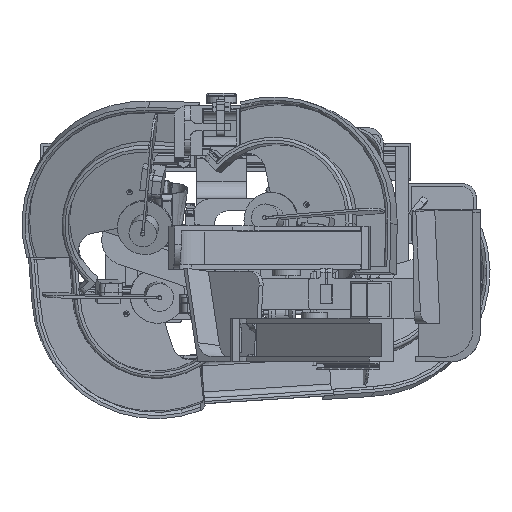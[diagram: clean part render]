
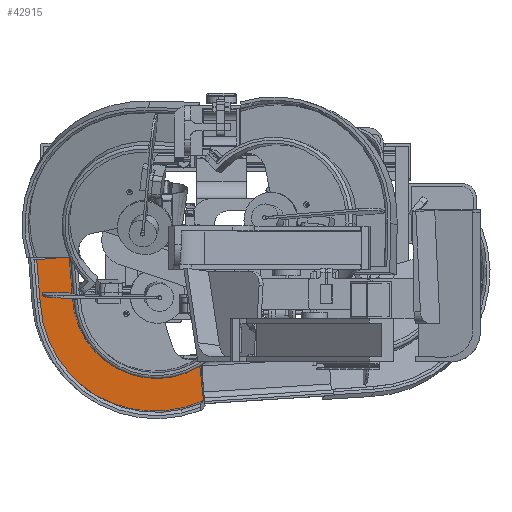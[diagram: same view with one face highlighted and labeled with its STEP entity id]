
A CAD part, top view. The second image highlights one B-rep face of the part: STEP entity #42915.
In plain terms, the highlighted face is planar.
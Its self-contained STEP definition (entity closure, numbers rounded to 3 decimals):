
#2381=PLANE('',#46377);
#4206=FACE_OUTER_BOUND('',#6931,.T.);
#6931=EDGE_LOOP('',(#33843,#33844,#33845,#33846,#33847,#33848));
#10478=LINE('',#69209,#14495);
#10481=LINE('',#69243,#14498);
#10486=LINE('',#69255,#14503);
#10487=LINE('',#69257,#14504);
#14495=VECTOR('',#54047,10.);
#14498=VECTOR('',#54062,10.);
#14503=VECTOR('',#54075,10.);
#14504=VECTOR('',#54076,10.);
#17518=CIRCLE('',#46359,135.);
#17527=CIRCLE('',#46378,190.);
#20203=VERTEX_POINT('',#69167);
#20204=VERTEX_POINT('',#69169);
#20215=VERTEX_POINT('',#69208);
#20221=VERTEX_POINT('',#69240);
#20222=VERTEX_POINT('',#69242);
#20226=VERTEX_POINT('',#69256);
#25115=EDGE_CURVE('',#20203,#20204,#17518,.T.);
#25129=EDGE_CURVE('',#20204,#20215,#10478,.T.);
#25137=EDGE_CURVE('',#20221,#20222,#10481,.T.);
#25144=EDGE_CURVE('',#20203,#20222,#10486,.T.);
#25145=EDGE_CURVE('',#20226,#20221,#10487,.T.);
#25146=EDGE_CURVE('',#20215,#20226,#17527,.T.);
#33843=ORIENTED_EDGE('',*,*,#25129,.F.);
#33844=ORIENTED_EDGE('',*,*,#25115,.F.);
#33845=ORIENTED_EDGE('',*,*,#25144,.T.);
#33846=ORIENTED_EDGE('',*,*,#25137,.F.);
#33847=ORIENTED_EDGE('',*,*,#25145,.F.);
#33848=ORIENTED_EDGE('',*,*,#25146,.F.);
#42915=ADVANCED_FACE('',(#4206),#2381,.T.);
#46359=AXIS2_PLACEMENT_3D('',#69170,#54022,#54023);
#46377=AXIS2_PLACEMENT_3D('',#69254,#54073,#54074);
#46378=AXIS2_PLACEMENT_3D('',#69258,#54077,#54078);
#54022=DIRECTION('center_axis',(-0.258,0.087,0.962));
#54023=DIRECTION('ref_axis',(0.966,0.,0.259));
#54047=DIRECTION('',(0.,0.996,-0.09));
#54062=DIRECTION('',(-0.966,0.,-0.259));
#54073=DIRECTION('center_axis',(-0.258,0.087,0.962));
#54074=DIRECTION('ref_axis',(0.966,0.,0.259));
#54075=DIRECTION('',(-0.023,-0.996,0.084));
#54076=DIRECTION('',(-0.023,-0.996,0.084));
#54077=DIRECTION('center_axis',(0.258,-0.087,-0.962));
#54078=DIRECTION('ref_axis',(0.966,0.,0.259));
#69167=CARTESIAN_POINT('',(-73.186,-107.596,684.903));
#69169=CARTESIAN_POINT('',(-261.,16.62,623.328));
#69170=CARTESIAN_POINT('Origin',(-203.384,-102.615,649.566));
#69208=CARTESIAN_POINT('',(-261.,75.663,617.98));
#69209=CARTESIAN_POINT('',(-261.,-76.013,631.718));
#69240=CARTESIAN_POINT('',(-21.614,-177.329,705.038));
#69242=CARTESIAN_POINT('',(-74.766,-177.329,690.796));
#69243=CARTESIAN_POINT('',(-204.939,-177.329,655.916));
#69254=CARTESIAN_POINT('Origin',(-203.384,-102.615,649.566));
#69255=CARTESIAN_POINT('',(-73.186,-107.596,684.903));
#69256=CARTESIAN_POINT('',(-20.035,-107.596,699.145));
#69257=CARTESIAN_POINT('',(-20.035,-107.596,699.145));
#69258=CARTESIAN_POINT('Origin',(-203.384,-102.615,649.566));
